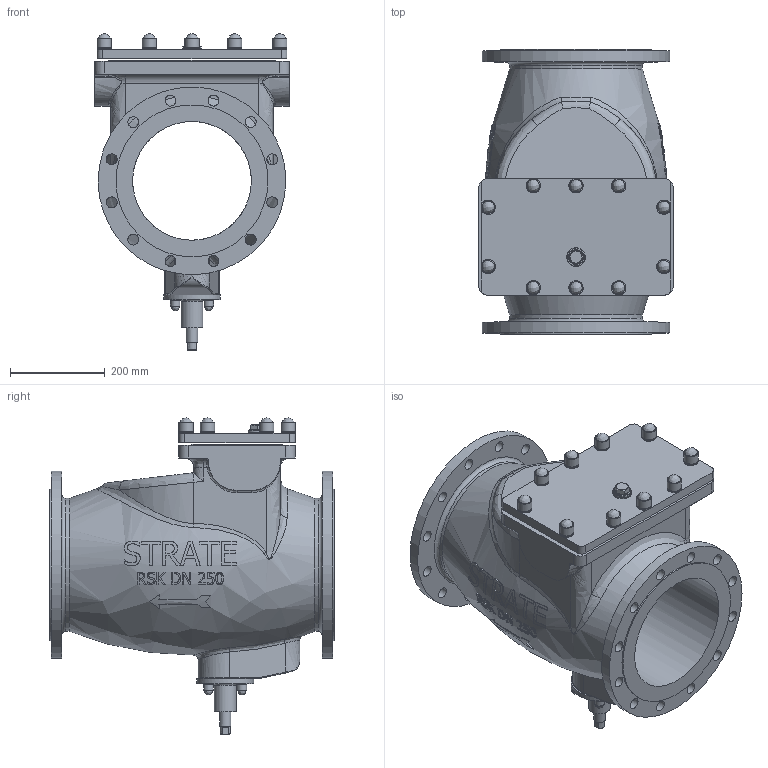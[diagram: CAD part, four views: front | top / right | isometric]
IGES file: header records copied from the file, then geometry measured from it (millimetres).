
Global section: file name: RSK DN 250 U; native system: Autodesk Inventor 2018; preprocessor: unknown; author: A.Unrein; date: 20190704.145457; units: millimetre
Bounding box: 410.5 x 600 x 667 mm (x, y, z)
Volume: 40362693.8 mm3; surface area: 1947550.3 mm2
Topology: 2 solids, 2 shells, 731 faces, 1969 edges, 1309 vertices
Faces by surface type: bspline 731
